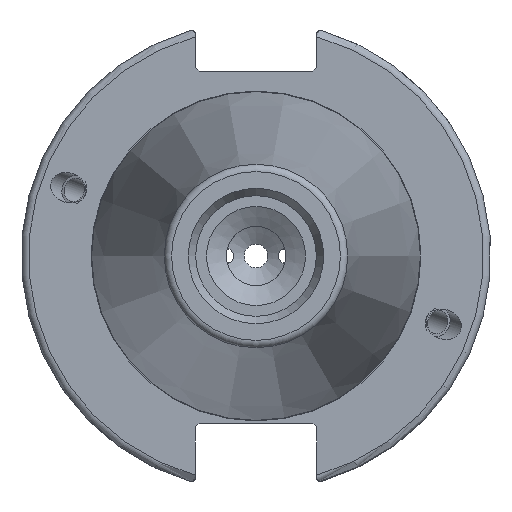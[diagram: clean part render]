
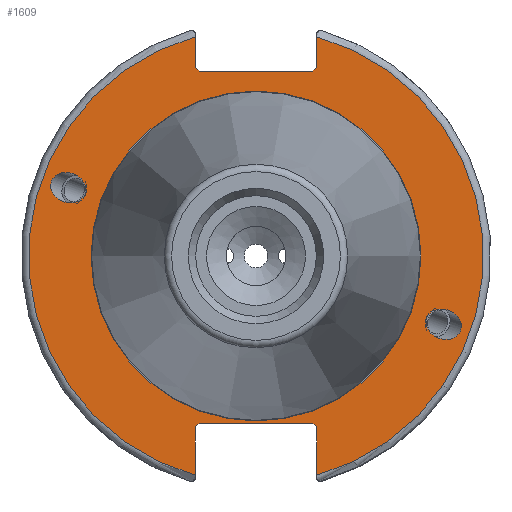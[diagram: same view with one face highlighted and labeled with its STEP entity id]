
A CAD part, left-side view. The second image highlights one B-rep face of the part: STEP entity #1609.
In plain terms, the highlighted planar face has unit normal (-1, 0, 0).
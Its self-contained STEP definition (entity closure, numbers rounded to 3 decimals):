
#39=ELLIPSE('',#1743,2.442,2.);
#48=ELLIPSE('',#1786,2.442,2.);
#67=PLANE('',#1792);
#102=FACE_BOUND('',#477,.T.);
#103=FACE_BOUND('',#478,.T.);
#104=FACE_BOUND('',#479,.T.);
#160=LINE('',#2893,#259);
#161=LINE('',#2895,#260);
#162=LINE('',#2897,#261);
#163=LINE('',#2899,#262);
#164=LINE('',#2901,#263);
#165=LINE('',#2905,#264);
#166=LINE('',#2907,#265);
#167=LINE('',#2909,#266);
#168=LINE('',#2911,#267);
#169=LINE('',#2912,#268);
#259=VECTOR('',#2150,10.);
#260=VECTOR('',#2151,10.);
#261=VECTOR('',#2152,10.);
#262=VECTOR('',#2153,10.);
#263=VECTOR('',#2154,10.);
#264=VECTOR('',#2157,10.);
#265=VECTOR('',#2158,10.);
#266=VECTOR('',#2159,10.);
#267=VECTOR('',#2160,10.);
#268=VECTOR('',#2161,10.);
#378=FACE_OUTER_BOUND('',#476,.T.);
#476=EDGE_LOOP('',(#1311,#1312,#1313,#1314,#1315,#1316,#1317,#1318,#1319,
#1320,#1321,#1322));
#477=EDGE_LOOP('',(#1323));
#478=EDGE_LOOP('',(#1324));
#479=EDGE_LOOP('',(#1325));
#579=CIRCLE('',#1790,22.3);
#581=CIRCLE('',#1793,30.75);
#582=CIRCLE('',#1794,30.75);
#709=VERTEX_POINT('',#2694);
#749=VERTEX_POINT('',#2877);
#752=VERTEX_POINT('',#2884);
#753=VERTEX_POINT('',#2889);
#754=VERTEX_POINT('',#2890);
#755=VERTEX_POINT('',#2892);
#756=VERTEX_POINT('',#2894);
#757=VERTEX_POINT('',#2896);
#758=VERTEX_POINT('',#2898);
#759=VERTEX_POINT('',#2900);
#760=VERTEX_POINT('',#2902);
#761=VERTEX_POINT('',#2904);
#762=VERTEX_POINT('',#2906);
#763=VERTEX_POINT('',#2908);
#764=VERTEX_POINT('',#2910);
#897=EDGE_CURVE('',#709,#709,#39,.T.);
#953=EDGE_CURVE('',#749,#749,#48,.T.);
#956=EDGE_CURVE('',#752,#752,#579,.T.);
#958=EDGE_CURVE('',#753,#754,#581,.T.);
#959=EDGE_CURVE('',#753,#755,#160,.T.);
#960=EDGE_CURVE('',#756,#755,#161,.T.);
#961=EDGE_CURVE('',#756,#757,#162,.T.);
#962=EDGE_CURVE('',#758,#757,#163,.T.);
#963=EDGE_CURVE('',#758,#759,#164,.T.);
#964=EDGE_CURVE('',#760,#759,#582,.T.);
#965=EDGE_CURVE('',#760,#761,#165,.T.);
#966=EDGE_CURVE('',#762,#761,#166,.T.);
#967=EDGE_CURVE('',#762,#763,#167,.T.);
#968=EDGE_CURVE('',#764,#763,#168,.T.);
#969=EDGE_CURVE('',#764,#754,#169,.T.);
#1311=ORIENTED_EDGE('',*,*,#958,.F.);
#1312=ORIENTED_EDGE('',*,*,#959,.T.);
#1313=ORIENTED_EDGE('',*,*,#960,.F.);
#1314=ORIENTED_EDGE('',*,*,#961,.T.);
#1315=ORIENTED_EDGE('',*,*,#962,.F.);
#1316=ORIENTED_EDGE('',*,*,#963,.T.);
#1317=ORIENTED_EDGE('',*,*,#964,.F.);
#1318=ORIENTED_EDGE('',*,*,#965,.T.);
#1319=ORIENTED_EDGE('',*,*,#966,.F.);
#1320=ORIENTED_EDGE('',*,*,#967,.T.);
#1321=ORIENTED_EDGE('',*,*,#968,.F.);
#1322=ORIENTED_EDGE('',*,*,#969,.T.);
#1323=ORIENTED_EDGE('',*,*,#897,.T.);
#1324=ORIENTED_EDGE('',*,*,#953,.T.);
#1325=ORIENTED_EDGE('',*,*,#956,.F.);
#1609=ADVANCED_FACE('',(#378,#102,#103,#104),#67,.T.);
#1743=AXIS2_PLACEMENT_3D('',#2696,#2031,#2032);
#1786=AXIS2_PLACEMENT_3D('',#2879,#2134,#2135);
#1790=AXIS2_PLACEMENT_3D('',#2886,#2142,#2143);
#1792=AXIS2_PLACEMENT_3D('',#2888,#2146,#2147);
#1793=AXIS2_PLACEMENT_3D('',#2891,#2148,#2149);
#1794=AXIS2_PLACEMENT_3D('',#2903,#2155,#2156);
#2031=DIRECTION('center_axis',(1.,0.,0.));
#2032=DIRECTION('ref_axis',(0.,-0.94,-0.342));
#2134=DIRECTION('center_axis',(1.,0.,0.));
#2135=DIRECTION('ref_axis',(0.,0.94,0.342));
#2142=DIRECTION('center_axis',(-1.,0.,0.));
#2143=DIRECTION('ref_axis',(0.,-1.,0.));
#2146=DIRECTION('center_axis',(-1.,0.,0.));
#2147=DIRECTION('ref_axis',(0.,0.,1.));
#2148=DIRECTION('center_axis',(1.,0.,0.));
#2149=DIRECTION('ref_axis',(0.,-1.,0.));
#2150=DIRECTION('',(0.,0.,-1.));
#2151=DIRECTION('',(0.,-0.707,0.707));
#2152=DIRECTION('',(0.,1.,0.));
#2153=DIRECTION('',(0.,-0.707,-0.707));
#2154=DIRECTION('',(0.,0.,1.));
#2155=DIRECTION('center_axis',(1.,0.,0.));
#2156=DIRECTION('ref_axis',(0.,1.,0.));
#2157=DIRECTION('',(0.,0.,1.));
#2158=DIRECTION('',(0.,0.707,-0.707));
#2159=DIRECTION('',(0.,-1.,0.));
#2160=DIRECTION('',(0.,0.707,0.707));
#2161=DIRECTION('',(0.,0.,-1.));
#2694=CARTESIAN_POINT('',(3.175,-23.077,-8.399));
#2696=CARTESIAN_POINT('Origin',(3.175,-25.372,-9.235));
#2877=CARTESIAN_POINT('',(3.175,23.077,8.399));
#2879=CARTESIAN_POINT('Origin',(3.175,25.372,9.235));
#2884=CARTESIAN_POINT('',(3.175,0.,22.3));
#2886=CARTESIAN_POINT('Origin',(3.175,0.,0.));
#2888=CARTESIAN_POINT('Origin',(3.175,31.75,0.));
#2889=CARTESIAN_POINT('',(3.175,-8.19,29.639));
#2890=CARTESIAN_POINT('',(3.175,-8.19,-29.639));
#2891=CARTESIAN_POINT('Origin',(3.175,0.,0.));
#2892=CARTESIAN_POINT('',(3.175,-8.19,25.5));
#2893=CARTESIAN_POINT('',(3.175,-8.19,12.5));
#2894=CARTESIAN_POINT('',(3.175,-7.69,25.));
#2895=CARTESIAN_POINT('',(3.175,8.295,9.015));
#2896=CARTESIAN_POINT('',(3.175,7.69,25.));
#2897=CARTESIAN_POINT('',(3.175,15.875,25.));
#2898=CARTESIAN_POINT('',(3.175,8.19,25.5));
#2899=CARTESIAN_POINT('',(3.175,7.58,24.89));
#2900=CARTESIAN_POINT('',(3.175,8.19,29.639));
#2901=CARTESIAN_POINT('',(3.175,8.19,12.5));
#2902=CARTESIAN_POINT('',(3.175,8.19,-29.639));
#2903=CARTESIAN_POINT('Origin',(3.175,0.,0.));
#2904=CARTESIAN_POINT('',(3.175,8.19,-23.1));
#2905=CARTESIAN_POINT('',(3.175,8.19,-11.3));
#2906=CARTESIAN_POINT('',(3.175,7.69,-22.6));
#2907=CARTESIAN_POINT('',(3.175,8.18,-23.09));
#2908=CARTESIAN_POINT('',(3.175,-7.69,-22.6));
#2909=CARTESIAN_POINT('',(3.175,15.875,-22.6));
#2910=CARTESIAN_POINT('',(3.175,-8.19,-23.1));
#2911=CARTESIAN_POINT('',(3.175,7.695,-7.215));
#2912=CARTESIAN_POINT('',(3.175,-8.19,-11.3));
